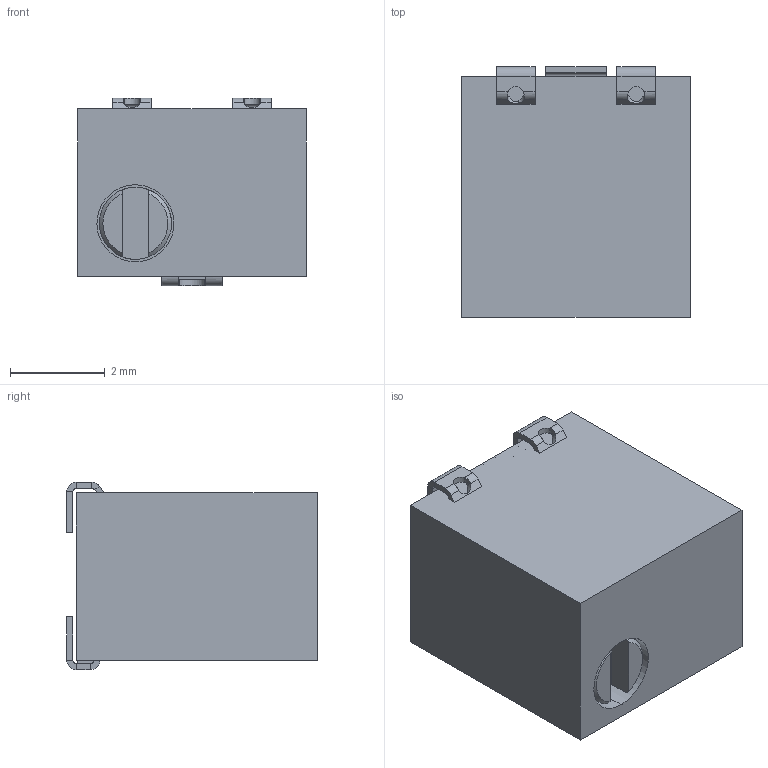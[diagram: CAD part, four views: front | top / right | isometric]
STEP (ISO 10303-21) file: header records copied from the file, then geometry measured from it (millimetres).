
FILE_DESCRIPTION((''),'2;1');
FILE_NAME('3214W','2013-08-01T',('maxm'),('Bourns, Inc.'),'PRO/ENGINEER BY PARAMETRIC TECHNOLOGY CORPORATION, 2012230','PRO/ENGINEER BY PARAMETRIC TECHNOLOGY CORPORATION, 2012230','');
FILE_SCHEMA(('CONFIG_CONTROL_DESIGN'));
Length unit declared in the file: inch
Products named in the file (1): 3214W
Bounding box: 4.83 x 5.28 x 3.96 mm (x, y, z)
Volume: 86.2 mm3; surface area: 144.2 mm2
Topology: 1 solids, 2 shells, 147 faces, 384 edges, 238 vertices
Faces by surface type: plane 101, cylinder 32, bspline 12, cone 2
Entity records: 4827 total; most frequent: CARTESIAN_POINT 1226, ORIENTED_EDGE 768, DIRECTION 690, EDGE_CURVE 384, VECTOR 280, LINE 280, VERTEX_POINT 238, AXIS2_PLACEMENT_3D 205
